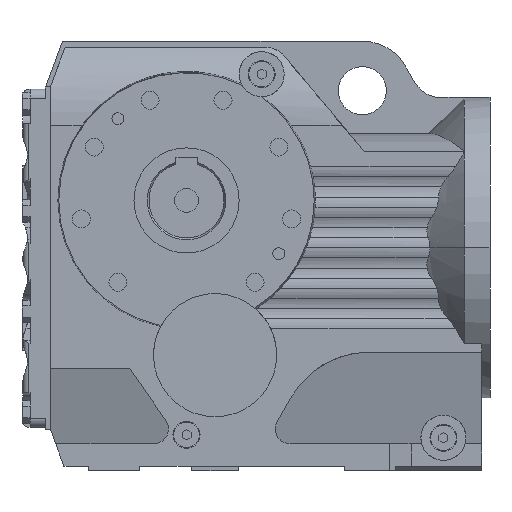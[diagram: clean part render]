
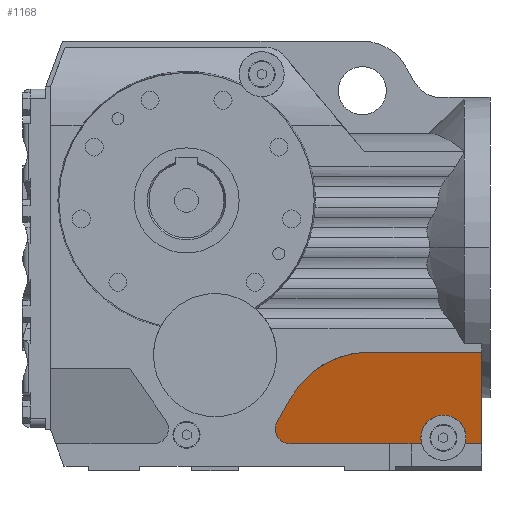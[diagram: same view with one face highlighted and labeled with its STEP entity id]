
A CAD part, front view. The second image highlights one B-rep face of the part: STEP entity #1168.
In plain terms, the highlighted planar face has unit normal (0, -0.971, -0.239).
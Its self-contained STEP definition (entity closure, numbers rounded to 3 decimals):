
#1168=ADVANCED_FACE('NONE',(#2557),#2558,.T.);
#2557=FACE_OUTER_BOUND('',#4184,.T.);
#2558=PLANE('',#4185);
#4184=EDGE_LOOP('',(#7688,#7689,#7690,#7691,#7692,#7693,#7694,#7695,#7696,#7697,#7698,#7699));
#4185=AXIS2_PLACEMENT_3D('',#7700,#7701,#7702);
#7688=ORIENTED_EDGE('',*,*,#10884,.F.);
#7689=ORIENTED_EDGE('',*,*,#10885,.T.);
#7690=ORIENTED_EDGE('',*,*,#9619,.T.);
#7691=ORIENTED_EDGE('',*,*,#10886,.T.);
#7692=ORIENTED_EDGE('',*,*,#10887,.F.);
#7693=ORIENTED_EDGE('',*,*,#10888,.T.);
#7694=ORIENTED_EDGE('',*,*,#10889,.T.);
#7695=ORIENTED_EDGE('',*,*,#10890,.T.);
#7696=ORIENTED_EDGE('',*,*,#10891,.T.);
#7697=ORIENTED_EDGE('',*,*,#9846,.T.);
#7698=ORIENTED_EDGE('',*,*,#10892,.T.);
#7699=ORIENTED_EDGE('',*,*,#10893,.F.);
#7700=CARTESIAN_POINT('',(196.5,-77.,-101.0));
#7701=DIRECTION('',(-0.0,-0.971,-0.239));
#7702=DIRECTION('',(-1.0,0.0,0.0));
#9619=EDGE_CURVE('NONE',#11490,#11494,#11496,.T.);
#9846=EDGE_CURVE('NONE',#11904,#11901,#11905,.T.);
#10884=EDGE_CURVE('NONE',#13468,#13469,#13470,.T.);
#10885=EDGE_CURVE('NONE',#13468,#11490,#13471,.T.);
#10886=EDGE_CURVE('NONE',#11494,#13472,#13473,.T.);
#10887=EDGE_CURVE('NONE',#13474,#13472,#13475,.T.);
#10888=EDGE_CURVE('NONE',#13474,#13476,#13477,.T.);
#10889=EDGE_CURVE('NONE',#13476,#13478,#13479,.T.);
#10890=EDGE_CURVE('NONE',#13478,#13480,#13481,.T.);
#10891=EDGE_CURVE('NONE',#13480,#11904,#13482,.T.);
#10892=EDGE_CURVE('NONE',#11901,#13483,#13484,.T.);
#10893=EDGE_CURVE('NONE',#13469,#13483,#13485,.T.);
#11490=VERTEX_POINT('',#14231);
#11494=VERTEX_POINT('',#14236);
#11496=(B_SPLINE_CURVE(3,(#14240,#14241,#14242,#14243,#14244,#14245,#14246),.UNSPECIFIED.,.F.,.F.)B_SPLINE_CURVE_WITH_KNOTS((4,3,4),(1.301,3.142,4.982),.UNSPECIFIED.)RATIONAL_B_SPLINE_CURVE((1.0,0.737,0.737,1.0,0.737,0.737,1.0))BOUNDED_CURVE()REPRESENTATION_ITEM('')GEOMETRIC_REPRESENTATION_ITEM()CURVE());
#11901=VERTEX_POINT('',#15336);
#11904=VERTEX_POINT('NONE',#15340);
#11905=(B_SPLINE_CURVE(3,(#15342,#15343,#15344,#15345),.UNSPECIFIED.,.F.,.F.)B_SPLINE_CURVE_WITH_KNOTS((4,4),(1.047,3.142),.UNSPECIFIED.)RATIONAL_B_SPLINE_CURVE((1.0,0.667,0.667,1.0))BOUNDED_CURVE()REPRESENTATION_ITEM('')GEOMETRIC_REPRESENTATION_ITEM()CURVE());
#13468=VERTEX_POINT('NONE',#18859);
#13469=VERTEX_POINT('NONE',#18860);
#13470=LINE('',#18861,#18862);
#13471=(B_SPLINE_CURVE(3,(#18864,#18865,#18866,#18867,#18868,#18869,#18870),.UNSPECIFIED.,.F.,.F.)B_SPLINE_CURVE_WITH_KNOTS((4,3,4),(1.301,3.142,4.982),.UNSPECIFIED.)RATIONAL_B_SPLINE_CURVE((1.0,0.737,0.737,1.0,0.737,0.737,1.0))BOUNDED_CURVE()REPRESENTATION_ITEM('')GEOMETRIC_REPRESENTATION_ITEM()CURVE());
#13472=VERTEX_POINT('NONE',#18877);
#13473=(B_SPLINE_CURVE(3,(#18879,#18880,#18881,#18882,#18883,#18884,#18885),.UNSPECIFIED.,.F.,.F.)B_SPLINE_CURVE_WITH_KNOTS((4,3,4),(1.301,3.142,4.982),.UNSPECIFIED.)RATIONAL_B_SPLINE_CURVE((1.0,0.737,0.737,1.0,0.737,0.737,1.0))BOUNDED_CURVE()REPRESENTATION_ITEM('')GEOMETRIC_REPRESENTATION_ITEM()CURVE());
#13474=VERTEX_POINT('NONE',#18892);
#13475=LINE('',#18893,#18894);
#13476=VERTEX_POINT('NONE',#18895);
#13477=LINE('',#18896,#18897);
#13478=VERTEX_POINT('NONE',#18898);
#13479=LINE('',#18899,#18900);
#13480=VERTEX_POINT('NONE',#18901);
#13481=(B_SPLINE_CURVE(3,(#18903,#18904,#18905,#18906),.UNSPECIFIED.,.F.,.F.)B_SPLINE_CURVE_WITH_KNOTS((4,4),(0.0,1.047),.UNSPECIFIED.)RATIONAL_B_SPLINE_CURVE((1.0,0.911,0.911,1.0))BOUNDED_CURVE()REPRESENTATION_ITEM('')GEOMETRIC_REPRESENTATION_ITEM()CURVE());
#13482=LINE('',#18913,#18914);
#13483=VERTEX_POINT('NONE',#18915);
#13484=(B_SPLINE_CURVE(3,(#18917,#18918,#18919,#18920),.UNSPECIFIED.,.F.,.F.)B_SPLINE_CURVE_WITH_KNOTS((4,4),(1.047,3.142),.UNSPECIFIED.)RATIONAL_B_SPLINE_CURVE((1.0,0.667,0.667,1.0))BOUNDED_CURVE()REPRESENTATION_ITEM('')GEOMETRIC_REPRESENTATION_ITEM()CURVE());
#13485=LINE('',#18927,#18928);
#14231=CARTESIAN_POINT('',(156.0,-62.984,-158.0));
#14236=CARTESIAN_POINT('',(186.0,-62.984,-158.0));
#14240=CARTESIAN_POINT('',(156.543,-62.,-162.0));
#14241=CARTESIAN_POINT('',(153.664,-64.559,-151.593));
#14242=CARTESIAN_POINT('',(160.202,-66.672,-143.0));
#14243=CARTESIAN_POINT('',(171.0,-66.672,-143.0));
#14244=CARTESIAN_POINT('',(181.798,-66.672,-143.0));
#14245=CARTESIAN_POINT('',(188.336,-64.559,-151.593));
#14246=CARTESIAN_POINT('',(185.457,-62.,-162.0));
#15336=CARTESIAN_POINT('',(59.0,-64.459,-152.0));
#15340=CARTESIAN_POINT('',(60.34,-65.689,-147.0));
#15342=CARTESIAN_POINT('',(60.34,-65.689,-147.0));
#15343=CARTESIAN_POINT('',(56.01,-63.844,-154.5));
#15344=CARTESIAN_POINT('',(60.34,-62.,-162.0));
#15345=CARTESIAN_POINT('',(69.0,-62.,-162.0));
#18859=CARTESIAN_POINT('',(156.543,-62.,-162.0));
#18860=CARTESIAN_POINT('',(146.688,-62.0,-162.0));
#18861=CARTESIAN_POINT('',(196.5,-62.,-162.0));
#18862=VECTOR('',#21718,1000.0);
#18864=CARTESIAN_POINT('',(156.543,-62.,-162.0));
#18865=CARTESIAN_POINT('',(153.664,-64.559,-151.593));
#18866=CARTESIAN_POINT('',(160.202,-66.672,-143.0));
#18867=CARTESIAN_POINT('',(171.0,-66.672,-143.0));
#18868=CARTESIAN_POINT('',(181.798,-66.672,-143.0));
#18869=CARTESIAN_POINT('',(188.336,-64.559,-151.593));
#18870=CARTESIAN_POINT('',(185.457,-62.,-162.0));
#18877=CARTESIAN_POINT('',(185.457,-62.,-162.0));
#18879=CARTESIAN_POINT('',(156.543,-62.,-162.0));
#18880=CARTESIAN_POINT('',(153.664,-64.559,-151.593));
#18881=CARTESIAN_POINT('',(160.202,-66.672,-143.0));
#18882=CARTESIAN_POINT('',(171.0,-66.672,-143.0));
#18883=CARTESIAN_POINT('',(181.798,-66.672,-143.0));
#18884=CARTESIAN_POINT('',(188.336,-64.559,-151.593));
#18885=CARTESIAN_POINT('',(185.457,-62.,-162.0));
#18892=CARTESIAN_POINT('',(196.5,-62.,-162.0));
#18893=CARTESIAN_POINT('',(196.5,-62.,-162.0));
#18894=VECTOR('',#21719,1000.0);
#18895=CARTESIAN_POINT('',(196.5,-77.,-101.0));
#18896=CARTESIAN_POINT('',(196.5,-77.,-101.0));
#18897=VECTOR('',#21720,1000.0);
#18898=CARTESIAN_POINT('',(121.539,-77.,-101.0));
#18899=CARTESIAN_POINT('',(196.5,-77.,-101.0));
#18900=VECTOR('',#21721,1000.0);
#18901=CARTESIAN_POINT('',(69.577,-69.623,-131.0));
#18903=CARTESIAN_POINT('',(121.539,-77.,-101.0));
#18904=CARTESIAN_POINT('',(99.577,-77.,-101.0));
#18905=CARTESIAN_POINT('',(80.558,-74.3,-111.981));
#18906=CARTESIAN_POINT('',(69.577,-69.623,-131.0));
#18913=CARTESIAN_POINT('',(98.972,-82.142,-80.087));
#18914=VECTOR('',#21722,1000.0);
#18915=CARTESIAN_POINT('',(69.0,-62.,-162.0));
#18917=CARTESIAN_POINT('',(60.34,-65.689,-147.0));
#18918=CARTESIAN_POINT('',(56.01,-63.844,-154.5));
#18919=CARTESIAN_POINT('',(60.34,-62.,-162.0));
#18920=CARTESIAN_POINT('',(69.0,-62.,-162.0));
#18927=CARTESIAN_POINT('',(196.5,-62.,-162.0));
#18928=VECTOR('',#21723,1000.0);
#21718=DIRECTION('',(-1.0,0.0,0.0));
#21719=DIRECTION('',(-1.0,0.0,0.0));
#21720=DIRECTION('',(0.0,-0.239,0.971));
#21721=DIRECTION('',(-1.0,0.0,0.0));
#21722=DIRECTION('',(-0.489,0.208,-0.847));
#21723=DIRECTION('',(-1.0,0.0,0.0));
